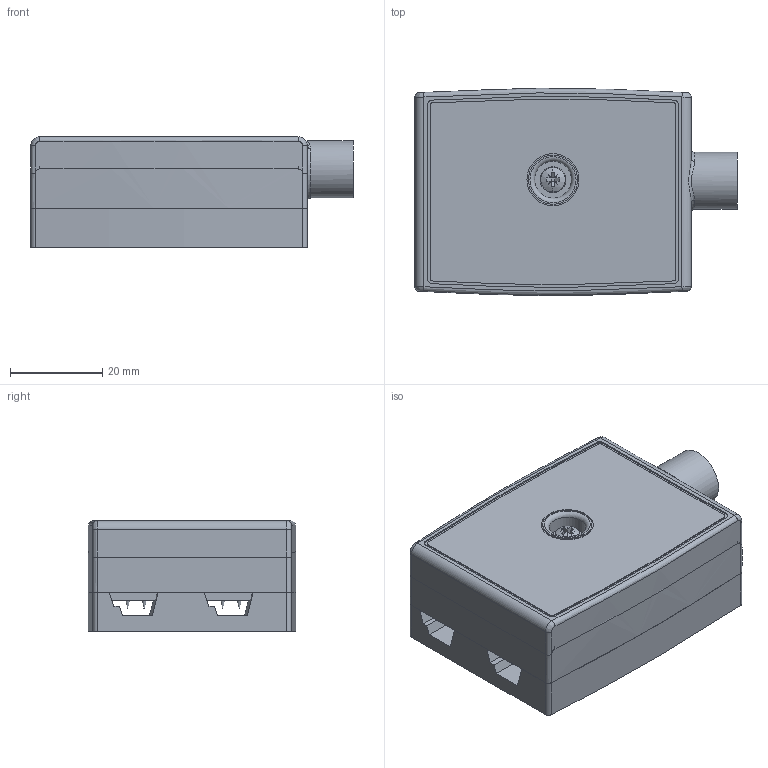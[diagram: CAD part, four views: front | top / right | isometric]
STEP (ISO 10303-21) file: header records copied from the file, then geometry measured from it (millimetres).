
FILE_DESCRIPTION(/* description */ ('Alibre Inc.'),/* implementation_level */ '2;1');
FILE_NAME(/* name */ 'export0',/* time_stamp */ '2017-08-29T11:29:45+02:00',/* author */ (''),/* organization */ (''),/* preprocessor_version */ 'ST-DEVELOPER v14',/* originating_system */ 'Alibre',/* authorisation */ '');
FILE_SCHEMA (('AUTOMOTIVE_DESIGN'));
Length unit declared in the file: millimetre
Products named in the file (6): 2; BENE INOX | 210216-3X30
Bounding box: 70 x 44.97 x 24 mm (x, y, z)
Surface area: 30518.1 mm2
Topology: 5 solids, 6 shells, 318 faces, 740 edges, 475 vertices
Faces by surface type: plane 157, bspline 55, cylinder 49, torus 28, cone 27, sphere 2
Full cylindrical faces by diameter (mm): 3 x2, 3.18 x8, 3.5 x3, 8 x2, 10.67 x2, 11.3 x1, 12.4 x1
Entity records: 14681 total; most frequent: CARTESIAN_POINT 7997, ORIENTED_EDGE 1316, DIRECTION 1092, EDGE_CURVE 658, AXIS2_PLACEMENT_3D 486, VERTEX_POINT 463, EDGE_LOOP 443, FACE_BOUND 443
